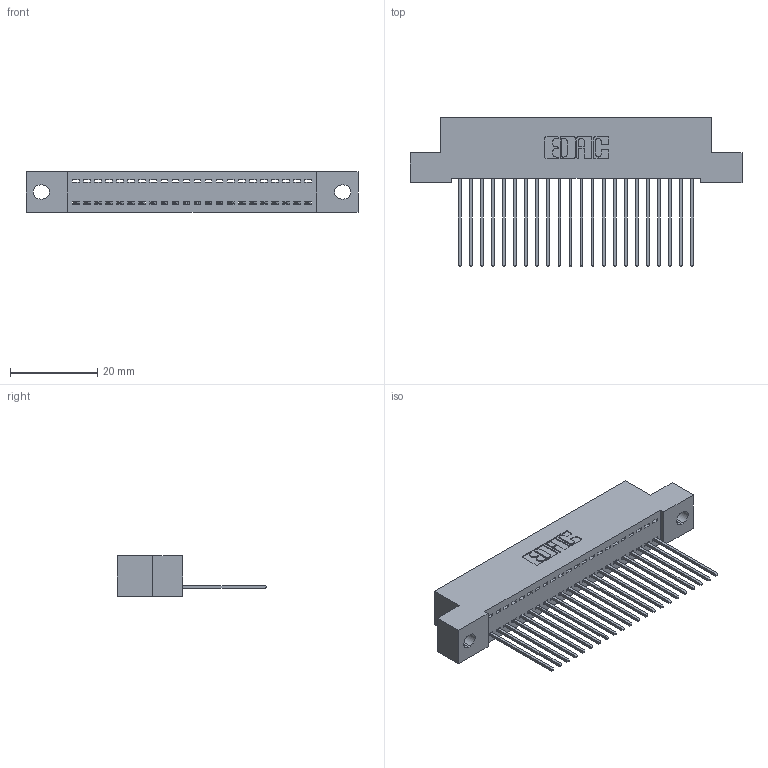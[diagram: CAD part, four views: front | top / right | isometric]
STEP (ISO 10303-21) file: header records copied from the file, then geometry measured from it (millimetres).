
FILE_DESCRIPTION (( 'STEP AP203' ), '1' );
FILE_NAME ('392-022-541-102.STEP', '2019-10-07T06:16:08', ( '' ), ( '' ), 'SwSTEP 2.0', 'SolidWorks 2016', '' );
FILE_SCHEMA (( 'CONFIG_CONTROL_DESIGN' ));
Length unit declared in the file: inch
Products named in the file (3): 345-292-001_345-293-141; 392-022-541-102; 342 Part_.128 Slot
Assembly tree (23 placements, depth 2):
  392-022-541-102
    342 Part_.128 Slot
    345-292-001_345-293-141  x22
Bounding box: 76.2 x 34.3 x 9.4 mm (x, y, z)
Volume: 6628 mm3; surface area: 9531.9 mm2
Topology: 23 solids, 23 shells, 1390 faces, 4183 edges, 2758 vertices
Faces by surface type: plane 994, cylinder 396
Entity records: 16057 total; most frequent: CARTESIAN_POINT 2780, ORIENTED_EDGE 2738, DIRECTION 2385, EDGE_CURVE 1369, LINE 1241, VECTOR 1241, VERTEX_POINT 910, AXIS2_PLACEMENT_3D 572
